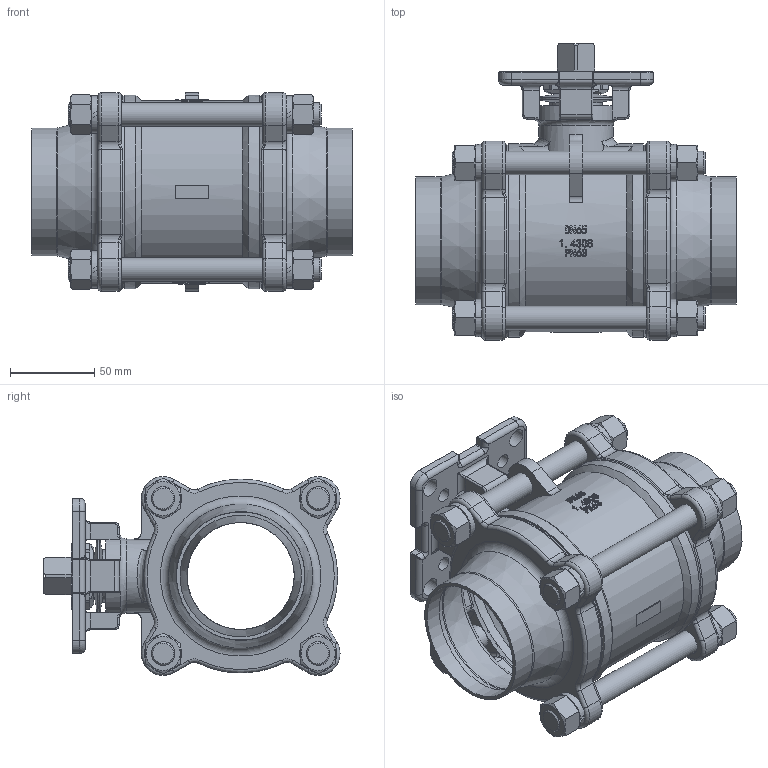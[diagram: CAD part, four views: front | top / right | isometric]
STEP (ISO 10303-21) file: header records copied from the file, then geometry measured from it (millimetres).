
FILE_DESCRIPTION(/* description */ ('STEP AP203'),/* implementation_level */ '2;1');
FILE_NAME(/* name */ 'KV-L31 (ISO1127)-2.5-barestem.step',/* time_stamp */ '2026-03-11T11:28:34+01:00',/* author */ (''),/* organization */ (''),/* preprocessor_version */ 'ST-DEVELOPER v20.1',/* originating_system */ 'Autodesk Translation Framework v14.24.0.0',/* authorisation */ '');
FILE_SCHEMA (('AUTOMOTIVE_DESIGN { 1 0 10303 214 3 1 1 }'));
Length unit declared in the file: millimetre
Products named in the file (1): DVC-KV-L31-NPS2.5-¹â¸Ë
Bounding box: 190.1 x 175.66 x 117.92 mm (x, y, z)
Volume: 1114764.9 mm3; surface area: 219431.3 mm2
Topology: 27 solids, 29 shells, 1012 faces, 2504 edges, 1567 vertices
Faces by surface type: plane 393, cylinder 284, bspline 167, torus 91, cone 77
Full cylindrical faces by diameter (mm): 8.5 x4, 11 x4, 11.835 x8, 14 x4, 14.5 x2, 15 x8, 20.637 x1, 22.225 x1, 22.35 x2, 24 x2, 24.3 x1, 30.9 x1, 31 x2, 44 x1, 44.45 x2, 48 x1, 63.5 x1, 72.1 x2, 76.1 x2, 115 x2
Entity records: 78054 total; most frequent: CARTESIAN_POINT 55022, ORIENTED_EDGE 4976, DIRECTION 4500, EDGE_CURVE 2488, AXIS2_PLACEMENT_3D 1698, VERTEX_POINT 1567, EDGE_LOOP 1119, LINE 1104
